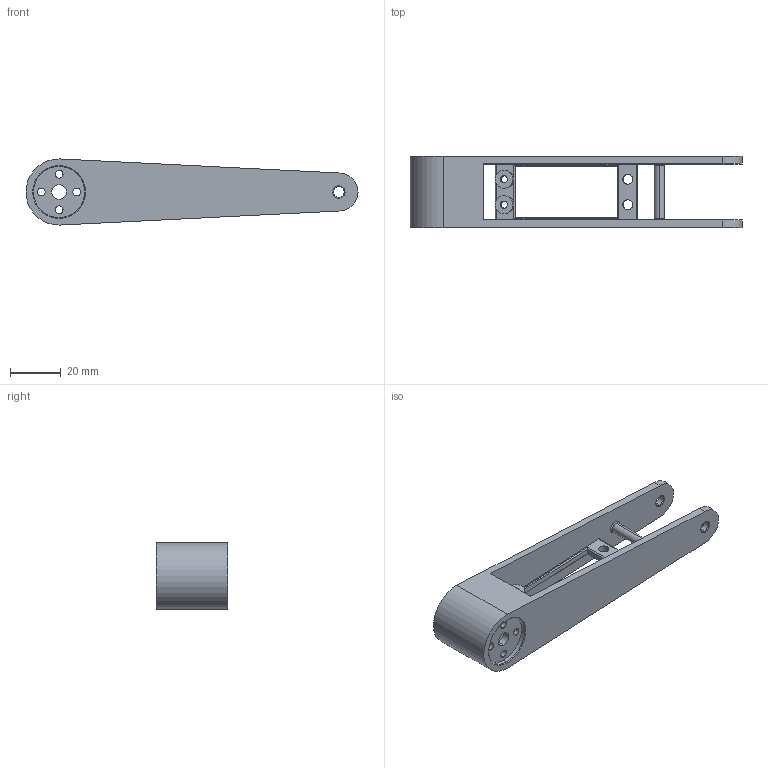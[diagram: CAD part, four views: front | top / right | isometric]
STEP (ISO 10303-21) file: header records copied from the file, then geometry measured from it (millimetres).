
FILE_DESCRIPTION(/* description */ (''),/* implementation_level */ '2;1');
FILE_NAME(/* name */ '大腿1.stp',/* time_stamp */ '2025-09-18T16:42:54+08:00',/* author */ (''),/* organization */ (''),/* preprocessor_version */ 'ST-DEVELOPER v16.7',/* originating_system */ 'SIEMENS PLM Software NX 12.0',/* authorisation */ '');
FILE_SCHEMA (('AUTOMOTIVE_DESIGN { 1 0 10303 214 3 1 1 1 }'));
Length unit declared in the file: millimetre
Products named in the file (1): 大腿1
Bounding box: 130.5 x 28 x 26 mm (x, y, z)
Volume: 23184.7 mm3; surface area: 16330.1 mm2
Topology: 1 solids, 1 shells, 88 faces, 220 edges, 138 vertices
Faces by surface type: cylinder 49, plane 23, cone 12, torus 4
Full cylindrical faces by diameter (mm): 2.8 x2, 7 x2
Entity records: 2682 total; most frequent: DIRECTION 486, CARTESIAN_POINT 469, ORIENTED_EDGE 428, EDGE_CURVE 214, AXIS2_PLACEMENT_3D 193, VERTEX_POINT 136, EDGE_LOOP 124, CIRCLE 104
